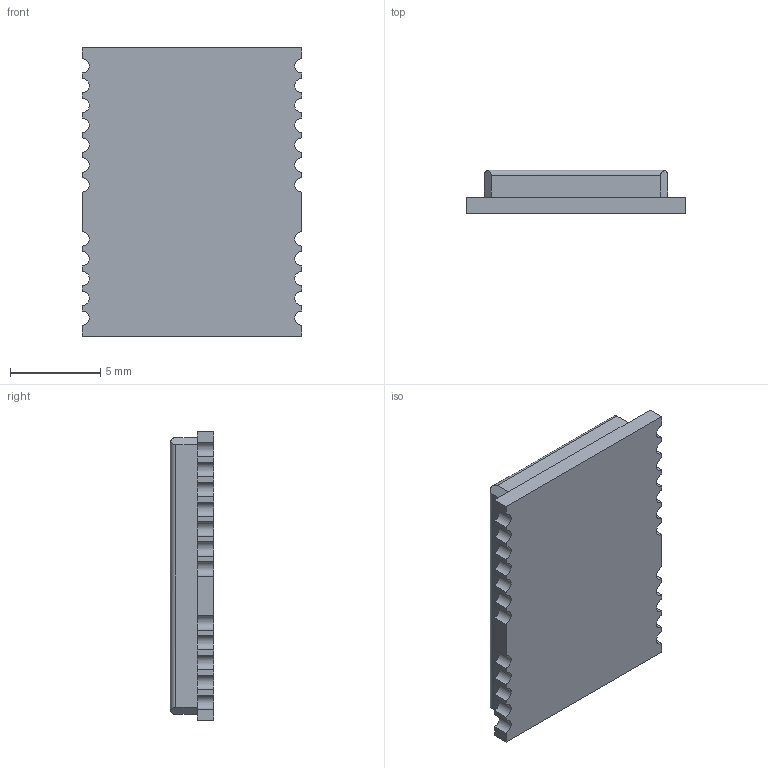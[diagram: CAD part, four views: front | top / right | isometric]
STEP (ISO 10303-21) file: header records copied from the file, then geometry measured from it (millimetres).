
FILE_DESCRIPTION (( 'STEP AP214' ), '1' );
FILE_NAME ('User Library-Telit JN3 GPS.STEP', '2022-01-22T11:49:47', ( '' ), ( '' ), 'SwSTEP 2.0', 'SolidWorks 2021', '' );
FILE_SCHEMA (( 'AUTOMOTIVE_DESIGN' ));
Length unit declared in the file: millimetre
Products named in the file (1): User Library-Telit JN3 GPS
Bounding box: 12.2 x 2.4 x 16 mm (x, y, z)
Volume: 403.7 mm3; surface area: 820.6 mm2
Topology: 2 solids, 2 shells, 77 faces, 213 edges, 142 vertices
Faces by surface type: plane 47, cylinder 30
Entity records: 3349 total; most frequent: CARTESIAN_POINT 469, ORIENTED_EDGE 426, DIRECTION 409, EDGE_CURVE 213, VECTOR 149, LINE 149, VERTEX_POINT 142, AXIS2_PLACEMENT_3D 130
